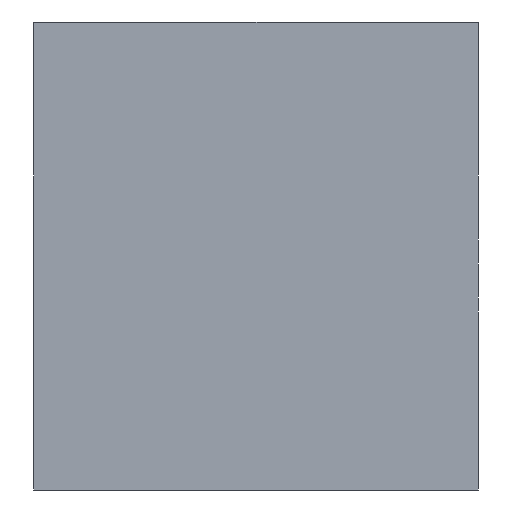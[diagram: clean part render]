
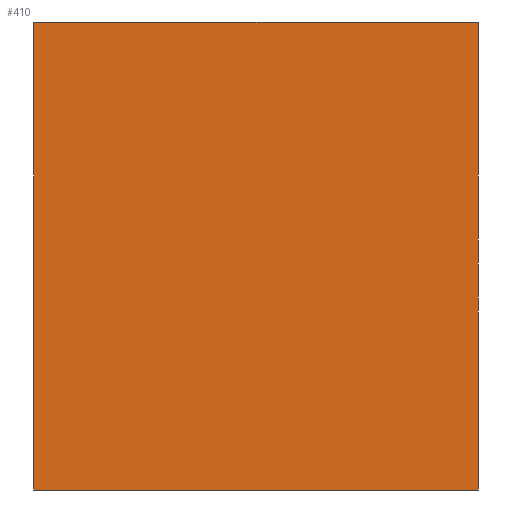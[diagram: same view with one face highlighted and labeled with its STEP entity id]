
A CAD part, left-side view. The second image highlights one B-rep face of the part: STEP entity #410.
In plain terms, the highlighted planar face has unit normal (-1, 0, 0).
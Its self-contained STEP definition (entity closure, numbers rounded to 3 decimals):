
#16 = PLANE ( 'NONE',  #59 ) ;
#59 = AXIS2_PLACEMENT_3D ( 'NONE', #216, #635, #330 ) ;
#69 = CARTESIAN_POINT ( 'NONE',  ( -42.5, 63.881, 20. ) ) ;
#75 = VERTEX_POINT ( 'NONE', #521 ) ;
#83 = LINE ( 'NONE', #327, #294 ) ;
#125 = DIRECTION ( 'NONE',  ( 0., 1., 0. ) ) ;
#159 = EDGE_CURVE ( 'NONE', #75, #628, #395, .T. ) ;
#172 = CARTESIAN_POINT ( 'NONE',  ( -42.5, 20., 20. ) ) ;
#197 = CARTESIAN_POINT ( 'NONE',  ( -42.5, 63.881, 0. ) ) ;
#212 = FACE_OUTER_BOUND ( 'NONE', #678, .T. ) ;
#216 = CARTESIAN_POINT ( 'NONE',  ( -42.5, 63.881, 0. ) ) ;
#259 = DIRECTION ( 'NONE',  ( 0., 0., 1. ) ) ;
#294 = VECTOR ( 'NONE', #325, 1000. ) ;
#310 = EDGE_CURVE ( 'NONE', #518, #628, #333, .T. ) ;
#325 = DIRECTION ( 'NONE',  ( 0., 0., -1. ) ) ;
#327 = CARTESIAN_POINT ( 'NONE',  ( -42.5, 1., 20. ) ) ;
#330 = DIRECTION ( 'NONE',  ( 0., 1., 0. ) ) ;
#333 = LINE ( 'NONE', #369, #659 ) ;
#346 = CARTESIAN_POINT ( 'NONE',  ( -42.5, 1., 0. ) ) ;
#354 = DIRECTION ( 'NONE',  ( 0., 1., 0. ) ) ;
#369 = CARTESIAN_POINT ( 'NONE',  ( -42.5, 20., 0. ) ) ;
#393 = VECTOR ( 'NONE', #354, 1000. ) ;
#395 = LINE ( 'NONE', #69, #629 ) ;
#410 = ADVANCED_FACE ( 'NONE', ( #212 ), #16, .F. ) ;
#412 = EDGE_CURVE ( 'NONE', #75, #554, #83, .T. ) ;
#511 = ORIENTED_EDGE ( 'NONE', *, *, #764, .F. ) ;
#518 = VERTEX_POINT ( 'NONE', #772 ) ;
#521 = CARTESIAN_POINT ( 'NONE',  ( -42.5, 1., 20. ) ) ;
#554 = VERTEX_POINT ( 'NONE', #346 ) ;
#628 = VERTEX_POINT ( 'NONE', #172 ) ;
#629 = VECTOR ( 'NONE', #125, 1000. ) ;
#635 = DIRECTION ( 'NONE',  ( 1., 0., 0. ) ) ;
#659 = VECTOR ( 'NONE', #259, 1000. ) ;
#660 = LINE ( 'NONE', #197, #393 ) ;
#661 = ORIENTED_EDGE ( 'NONE', *, *, #310, .F. ) ;
#678 = EDGE_LOOP ( 'NONE', ( #693, #661, #511, #775 ) ) ;
#693 = ORIENTED_EDGE ( 'NONE', *, *, #159, .T. ) ;
#764 = EDGE_CURVE ( 'NONE', #554, #518, #660, .T. ) ;
#772 = CARTESIAN_POINT ( 'NONE',  ( -42.5, 20., 0. ) ) ;
#775 = ORIENTED_EDGE ( 'NONE', *, *, #412, .F. ) ;
